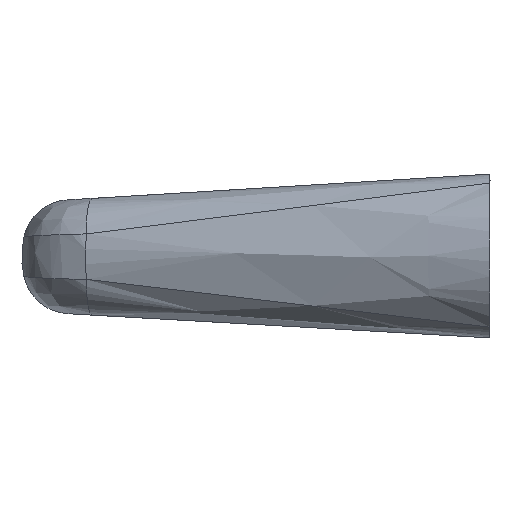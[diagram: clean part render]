
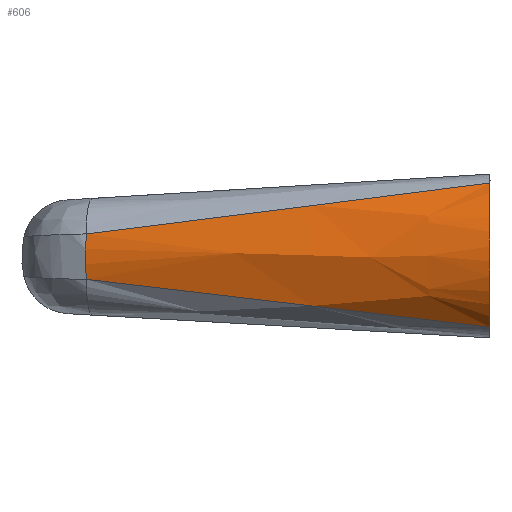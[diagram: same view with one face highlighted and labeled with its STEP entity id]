
A CAD part, left-side view. The second image highlights one B-rep face of the part: STEP entity #606.
In plain terms, the highlighted free-form (B-spline) face has degree [1, 2] with [2, 5] control points.
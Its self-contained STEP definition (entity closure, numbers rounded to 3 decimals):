
#22=(
BOUNDED_SURFACE()
B_SPLINE_SURFACE(1,2,((#1117,#1118,#1119,#1120,#1121),(#1122,#1123,#1124,
#1125,#1126)),.UNSPECIFIED.,.F.,.F.,.F.)
B_SPLINE_SURFACE_WITH_KNOTS((2,2),(3,2,3),(-0.207,4.346),
(0.622,1.539,2.456),.UNSPECIFIED.)
GEOMETRIC_REPRESENTATION_ITEM()
RATIONAL_B_SPLINE_SURFACE(((1.,0.897,1.,0.897,1.),
(1.,0.897,1.,0.897,1.)))
REPRESENTATION_ITEM('')
SURFACE()
);
#34=B_SPLINE_CURVE_WITH_KNOTS('',3,(#998,#999,#1000,#1001,#1002),
 .UNSPECIFIED.,.F.,.F.,(4,1,4),(0.299,1.402,2.873),
 .UNSPECIFIED.);
#41=B_SPLINE_CURVE_WITH_KNOTS('',3,(#1107,#1108,#1109,#1110,#1111),
 .UNSPECIFIED.,.F.,.F.,(4,1,4),(0.102,0.12,0.144),
 .UNSPECIFIED.);
#43=B_SPLINE_CURVE_WITH_KNOTS('',3,(#1129,#1130,#1131,#1132,#1133,#1134),
 .UNSPECIFIED.,.F.,.F.,(4,1,1,4),(0.,1.101,
1.835,2.569),.UNSPECIFIED.);
#113=FACE_OUTER_BOUND('',#151,.T.);
#151=EDGE_LOOP('',(#426,#427,#428,#429));
#219=CIRCLE('',#668,5.75);
#249=VERTEX_POINT('',#939);
#251=VERTEX_POINT('',#972);
#256=VERTEX_POINT('',#1106);
#257=VERTEX_POINT('',#1127);
#310=EDGE_CURVE('',#251,#249,#34,.T.);
#319=EDGE_CURVE('',#256,#249,#41,.T.);
#321=EDGE_CURVE('',#257,#251,#219,.T.);
#322=EDGE_CURVE('',#256,#257,#43,.T.);
#426=ORIENTED_EDGE('',*,*,#310,.F.);
#427=ORIENTED_EDGE('',*,*,#321,.F.);
#428=ORIENTED_EDGE('',*,*,#322,.F.);
#429=ORIENTED_EDGE('',*,*,#319,.T.);
#606=ADVANCED_FACE('',(#113),#22,.T.);
#668=AXIS2_PLACEMENT_3D('',#1128,#727,#728);
#727=DIRECTION('center_axis',(0.,-1.,0.));
#728=DIRECTION('ref_axis',(1.,0.,0.));
#939=CARTESIAN_POINT('',(-63.539,25.553,-1.425));
#972=CARTESIAN_POINT('',(-66.642,0.,-4.45));
#998=CARTESIAN_POINT('Ctrl Pts',(-66.642,0.,
-4.45));
#999=CARTESIAN_POINT('Ctrl Pts',(-66.455,3.695,-4.007));
#1000=CARTESIAN_POINT('Ctrl Pts',(-65.604,12.248,-2.988));
#1001=CARTESIAN_POINT('Ctrl Pts',(-64.345,20.725,-1.991));
#1002=CARTESIAN_POINT('Ctrl Pts',(-63.539,25.553,-1.425));
#1106=CARTESIAN_POINT('',(-63.533,25.551,1.45));
#1107=CARTESIAN_POINT('Ctrl Pts',(-63.533,25.551,1.45));
#1108=CARTESIAN_POINT('Ctrl Pts',(-63.631,25.583,1.049));
#1109=CARTESIAN_POINT('Ctrl Pts',(-63.765,25.626,0.083));
#1110=CARTESIAN_POINT('Ctrl Pts',(-63.668,25.595,-0.888));
#1111=CARTESIAN_POINT('Ctrl Pts',(-63.539,25.553,-1.425));
#1117=CARTESIAN_POINT('Ctrl Pts',(-66.453,-0.53,4.674));
#1118=CARTESIAN_POINT('Ctrl Pts',(-68.674,-0.093,
3.021));
#1119=CARTESIAN_POINT('Ctrl Pts',(-68.762,-0.076,
0.185));
#1120=CARTESIAN_POINT('Ctrl Pts',(-68.85,-0.059,
-2.652));
#1121=CARTESIAN_POINT('Ctrl Pts',(-66.735,-0.475,
-4.45));
#1122=CARTESIAN_POINT('Ctrl Pts',(-61.396,25.153,4.674));
#1123=CARTESIAN_POINT('Ctrl Pts',(-63.617,25.59,3.021));
#1124=CARTESIAN_POINT('Ctrl Pts',(-63.705,25.607,0.185));
#1125=CARTESIAN_POINT('Ctrl Pts',(-63.793,25.624,-2.652));
#1126=CARTESIAN_POINT('Ctrl Pts',(-61.678,25.208,-4.45));
#1127=CARTESIAN_POINT('',(-66.349,0.,4.674));
#1128=CARTESIAN_POINT('Origin',(-63.,0.,0.));
#1129=CARTESIAN_POINT('Ctrl Pts',(-63.533,25.551,1.45));
#1130=CARTESIAN_POINT('Ctrl Pts',(-64.127,21.935,1.902));
#1131=CARTESIAN_POINT('Ctrl Pts',(-65.027,15.893,2.659));
#1132=CARTESIAN_POINT('Ctrl Pts',(-65.974,7.376,3.734));
#1133=CARTESIAN_POINT('Ctrl Pts',(-66.303,2.471,4.358));
#1134=CARTESIAN_POINT('Ctrl Pts',(-66.349,0.,
4.674));
